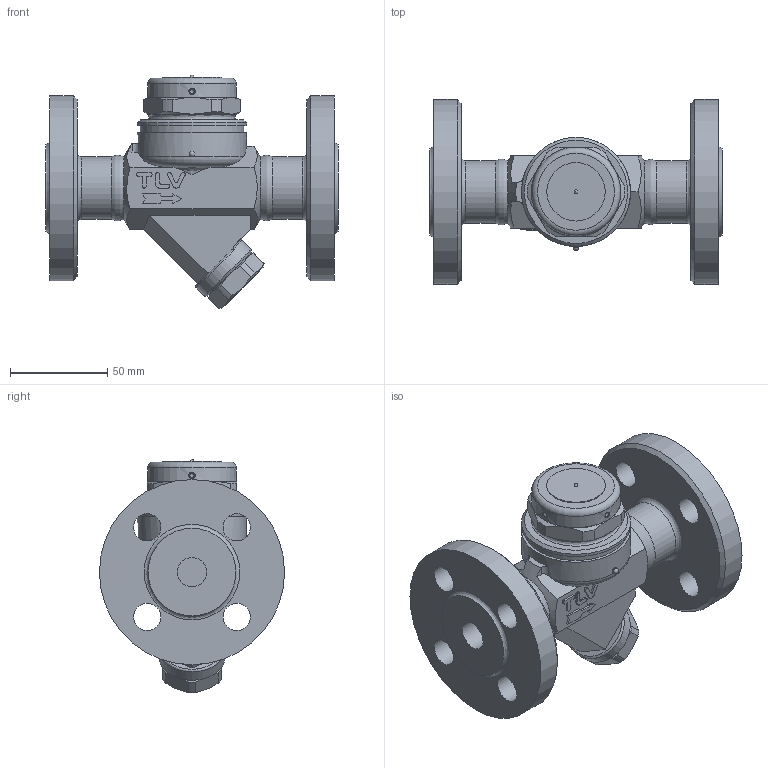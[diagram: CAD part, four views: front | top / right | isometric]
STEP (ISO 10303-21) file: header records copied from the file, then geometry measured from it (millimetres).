
FILE_DESCRIPTION((''),'2;1');
FILE_NAME('p46rn-015-e0025-00.stp','2010-01-27T15:12:30',('nakaot'),(''),'Autodesk Inventor 2008','Autodesk Inventor 2008','');
FILE_SCHEMA(('AUTOMOTIVE_DESIGN { 1 0 10303 214 1 1 1 1 }'));
Length unit declared in the file: millimetre
Products named in the file (1): p46rn-015-e0025-00
Bounding box: 150 x 95 x 119.99 mm (x, y, z)
Volume: 421220.8 mm3; surface area: 66066.5 mm2
Topology: 2 solids, 2 shells, 170 faces, 429 edges, 279 vertices
Faces by surface type: plane 74, cylinder 41, bspline 24, cone 20, sphere 6, torus 5
Full cylindrical faces by diameter (mm): 3 x1, 14 x4, 15 x1, 30 x1, 32 x1, 34 x1, 45.5 x1, 53 x1, 56 x2, 95 x1
Entity records: 7200 total; most frequent: CARTESIAN_POINT 3490, ORIENTED_EDGE 740, DIRECTION 734, EDGE_CURVE 370, AXIS2_PLACEMENT_3D 292, VERTEX_POINT 260, EDGE_LOOP 244, FACE_OUTER_BOUND 170
